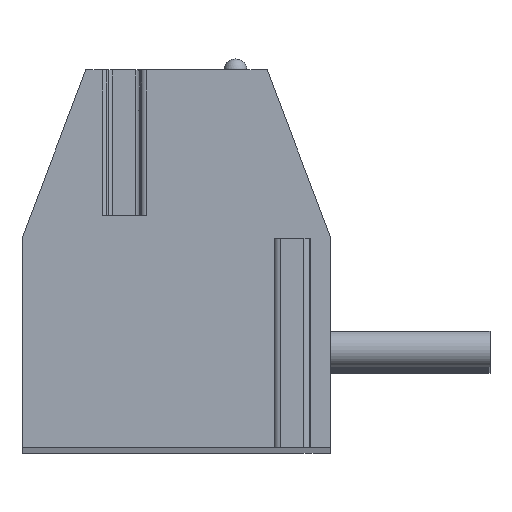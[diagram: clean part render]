
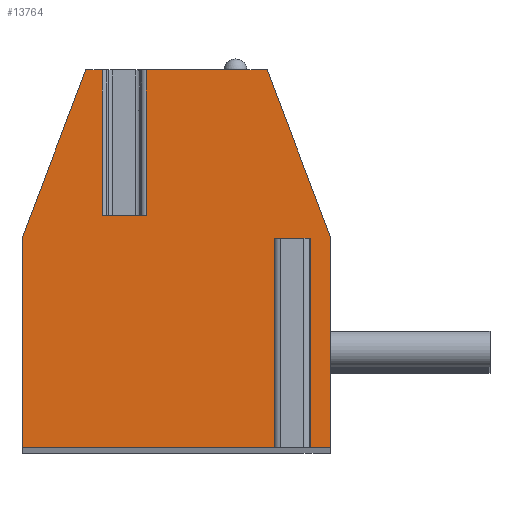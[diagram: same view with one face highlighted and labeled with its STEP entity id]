
A CAD part, top view. The second image highlights one B-rep face of the part: STEP entity #13764.
In plain terms, the highlighted planar face has unit normal (0, 0, 1).
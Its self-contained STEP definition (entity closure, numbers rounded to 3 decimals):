
#13=DIRECTION('',(0.,1.,0.));
#14=VECTOR('',#13,3.2);
#15=CARTESIAN_POINT('',(-1.636,1.,74.295));
#16=LINE('',#15,#14);
#17=DIRECTION('',(1.,0.,0.));
#18=VECTOR('',#17,0.972);
#19=CARTESIAN_POINT('',(-1.636,1.,74.295));
#20=LINE('',#19,#18);
#21=DIRECTION('',(0.,1.,0.));
#22=VECTOR('',#21,3.2);
#23=CARTESIAN_POINT('',(-0.664,1.,74.295));
#24=LINE('',#23,#22);
#25=DIRECTION('',(-1.,0.,0.));
#26=VECTOR('',#25,2.659);
#27=CARTESIAN_POINT('',(1.995,4.2,74.295));
#28=LINE('',#27,#26);
#29=DIRECTION('',(-0.355,0.935,0.));
#30=VECTOR('',#29,3.958);
#31=CARTESIAN_POINT('',(3.4,0.5,74.295));
#32=LINE('',#31,#30);
#33=DIRECTION('',(0.,1.,0.));
#34=VECTOR('',#33,4.6);
#35=CARTESIAN_POINT('',(3.4,-4.1,74.295));
#36=LINE('',#35,#34);
#37=DIRECTION('',(1.,0.,0.));
#38=VECTOR('',#37,0.625);
#39=CARTESIAN_POINT('',(2.775,-4.1,74.295));
#40=LINE('',#39,#38);
#41=DIRECTION('',(0.,1.,0.));
#42=VECTOR('',#41,4.6);
#43=CARTESIAN_POINT('',(2.775,-4.1,74.295));
#44=LINE('',#43,#42);
#45=DIRECTION('',(-1.,0.,0.));
#46=VECTOR('',#45,0.45);
#47=CARTESIAN_POINT('',(2.775,0.5,74.295));
#48=LINE('',#47,#46);
#49=DIRECTION('',(0.,1.,0.));
#50=VECTOR('',#49,4.6);
#51=CARTESIAN_POINT('',(2.325,-4.1,74.295));
#52=LINE('',#51,#50);
#53=DIRECTION('',(1.,0.,0.));
#54=VECTOR('',#53,5.725);
#55=CARTESIAN_POINT('',(-3.4,-4.1,74.295));
#56=LINE('',#55,#54);
#57=DIRECTION('',(0.,-1.,0.));
#58=VECTOR('',#57,4.6);
#59=CARTESIAN_POINT('',(-3.4,0.5,74.295));
#60=LINE('',#59,#58);
#61=DIRECTION('',(-0.355,-0.935,0.));
#62=VECTOR('',#61,3.958);
#63=CARTESIAN_POINT('',(-1.995,4.2,74.295));
#64=LINE('',#63,#62);
#65=DIRECTION('',(-1.,0.,0.));
#66=VECTOR('',#65,0.359);
#67=CARTESIAN_POINT('',(-1.636,4.2,74.295));
#68=LINE('',#67,#66);
#10805=CARTESIAN_POINT('',(-1.995,4.2,74.295));
#10806=CARTESIAN_POINT('',(-3.4,0.5,74.295));
#10807=VERTEX_POINT('',#10805);
#10808=VERTEX_POINT('',#10806);
#10809=CARTESIAN_POINT('',(-3.4,-4.1,74.295));
#10810=VERTEX_POINT('',#10809);
#10811=CARTESIAN_POINT('',(3.4,-4.1,74.295));
#10812=CARTESIAN_POINT('',(3.4,0.5,74.295));
#10813=VERTEX_POINT('',#10811);
#10814=VERTEX_POINT('',#10812);
#10815=CARTESIAN_POINT('',(1.995,4.2,74.295));
#10816=VERTEX_POINT('',#10815);
#10853=CARTESIAN_POINT('',(2.775,0.5,74.295));
#10854=CARTESIAN_POINT('',(2.325,0.5,74.295));
#10855=VERTEX_POINT('',#10853);
#10856=VERTEX_POINT('',#10854);
#10857=CARTESIAN_POINT('',(2.325,-4.1,74.295));
#10858=VERTEX_POINT('',#10857);
#10859=CARTESIAN_POINT('',(2.775,-4.1,74.295));
#10860=VERTEX_POINT('',#10859);
#10921=CARTESIAN_POINT('',(-1.636,1.,74.295));
#10922=CARTESIAN_POINT('',(-1.636,4.2,74.295));
#10923=VERTEX_POINT('',#10921);
#10924=VERTEX_POINT('',#10922);
#10925=CARTESIAN_POINT('',(-0.664,1.,74.295));
#10926=CARTESIAN_POINT('',(-0.664,4.2,74.295));
#10927=VERTEX_POINT('',#10925);
#10928=VERTEX_POINT('',#10926);
#13729=CARTESIAN_POINT('',(0.,0.,74.295));
#13730=DIRECTION('',(0.,0.,1.));
#13731=DIRECTION('',(1.,0.,0.));
#13732=AXIS2_PLACEMENT_3D('',#13729,#13730,#13731);
#13733=PLANE('',#13732);
#13735=ORIENTED_EDGE('',*,*,#13734,.F.);
#13737=ORIENTED_EDGE('',*,*,#13736,.T.);
#13739=ORIENTED_EDGE('',*,*,#13738,.T.);
#13741=ORIENTED_EDGE('',*,*,#13740,.F.);
#13743=ORIENTED_EDGE('',*,*,#13742,.F.);
#13745=ORIENTED_EDGE('',*,*,#13744,.F.);
#13747=ORIENTED_EDGE('',*,*,#13746,.F.);
#13749=ORIENTED_EDGE('',*,*,#13748,.T.);
#13751=ORIENTED_EDGE('',*,*,#13750,.T.);
#13753=ORIENTED_EDGE('',*,*,#13752,.F.);
#13755=ORIENTED_EDGE('',*,*,#13754,.F.);
#13757=ORIENTED_EDGE('',*,*,#13756,.F.);
#13759=ORIENTED_EDGE('',*,*,#13758,.F.);
#13761=ORIENTED_EDGE('',*,*,#13760,.F.);
#13762=EDGE_LOOP('',(#13735,#13737,#13739,#13741,#13743,#13745,#13747,#13749,
#13751,#13753,#13755,#13757,#13759,#13761));
#13763=FACE_OUTER_BOUND('',#13762,.F.);
#13734=EDGE_CURVE('',#10923,#10924,#16,.T.);
#13736=EDGE_CURVE('',#10923,#10927,#20,.T.);
#13738=EDGE_CURVE('',#10927,#10928,#24,.T.);
#13740=EDGE_CURVE('',#10816,#10928,#28,.T.);
#13742=EDGE_CURVE('',#10814,#10816,#32,.T.);
#13744=EDGE_CURVE('',#10813,#10814,#36,.T.);
#13746=EDGE_CURVE('',#10860,#10813,#40,.T.);
#13748=EDGE_CURVE('',#10860,#10855,#44,.T.);
#13750=EDGE_CURVE('',#10855,#10856,#48,.T.);
#13752=EDGE_CURVE('',#10858,#10856,#52,.T.);
#13754=EDGE_CURVE('',#10810,#10858,#56,.T.);
#13756=EDGE_CURVE('',#10808,#10810,#60,.T.);
#13758=EDGE_CURVE('',#10807,#10808,#64,.T.);
#13760=EDGE_CURVE('',#10924,#10807,#68,.T.);
#13764=ADVANCED_FACE('',(#13763),#13733,.T.);
